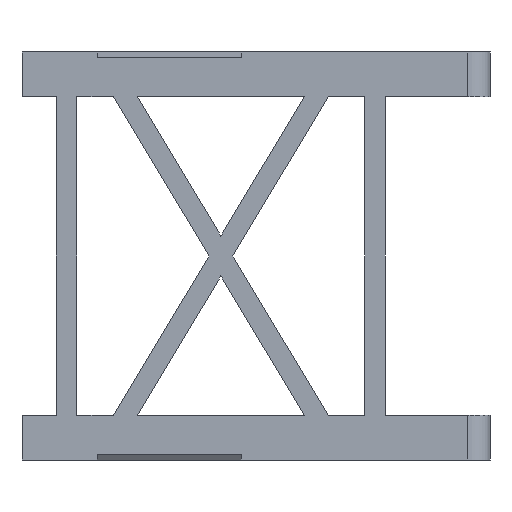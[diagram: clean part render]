
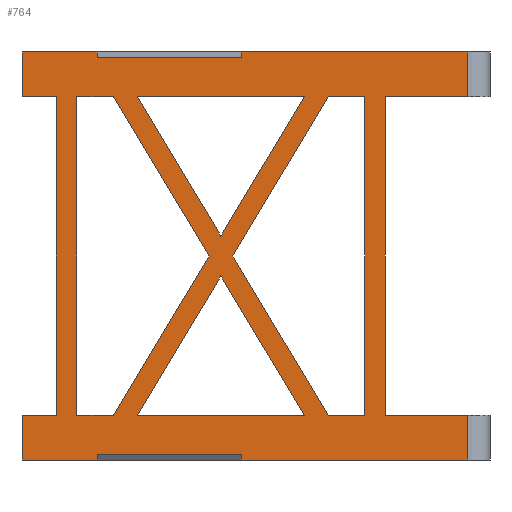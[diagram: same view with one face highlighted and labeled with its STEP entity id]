
A CAD part, left-side view. The second image highlights one B-rep face of the part: STEP entity #764.
In plain terms, the highlighted planar face has unit normal (-1, 0, 0).
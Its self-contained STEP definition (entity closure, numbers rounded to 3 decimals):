
#20=FACE_BOUND('',#86,.T.);
#21=FACE_BOUND('',#87,.T.);
#22=FACE_BOUND('',#88,.T.);
#23=FACE_BOUND('',#89,.T.);
#46=FACE_OUTER_BOUND('',#85,.T.);
#85=EDGE_LOOP('',(#536,#537,#538,#539,#540,#541,#542,#543,#544,#545,#546,
#547,#548,#549,#550,#551,#552,#553,#554,#555));
#86=EDGE_LOOP('',(#556,#557,#558,#559,#560));
#87=EDGE_LOOP('',(#561,#562,#563,#564,#565));
#88=EDGE_LOOP('',(#566,#567,#568));
#89=EDGE_LOOP('',(#569,#570,#571));
#129=LINE('',#1056,#229);
#131=LINE('',#1062,#231);
#134=LINE('',#1066,#234);
#137=LINE('',#1074,#237);
#140=LINE('',#1079,#240);
#142=LINE('',#1083,#242);
#143=LINE('',#1086,#243);
#146=LINE('',#1093,#246);
#147=LINE('',#1098,#247);
#148=LINE('',#1100,#248);
#149=LINE('',#1102,#249);
#150=LINE('',#1104,#250);
#151=LINE('',#1106,#251);
#152=LINE('',#1107,#252);
#153=LINE('',#1109,#253);
#154=LINE('',#1111,#254);
#155=LINE('',#1113,#255);
#156=LINE('',#1115,#256);
#157=LINE('',#1117,#257);
#158=LINE('',#1118,#258);
#159=LINE('',#1121,#259);
#160=LINE('',#1123,#260);
#161=LINE('',#1125,#261);
#162=LINE('',#1127,#262);
#163=LINE('',#1128,#263);
#164=LINE('',#1131,#264);
#165=LINE('',#1133,#265);
#166=LINE('',#1135,#266);
#167=LINE('',#1137,#267);
#168=LINE('',#1138,#268);
#169=LINE('',#1141,#269);
#170=LINE('',#1143,#270);
#171=LINE('',#1144,#271);
#172=LINE('',#1147,#272);
#173=LINE('',#1149,#273);
#174=LINE('',#1150,#274);
#229=VECTOR('',#861,10.);
#231=VECTOR('',#865,10.);
#234=VECTOR('',#870,10.);
#237=VECTOR('',#875,10.);
#240=VECTOR('',#880,10.);
#242=VECTOR('',#884,10.);
#243=VECTOR('',#887,10.);
#246=VECTOR('',#892,10.);
#247=VECTOR('',#897,10.);
#248=VECTOR('',#898,10.);
#249=VECTOR('',#899,10.);
#250=VECTOR('',#900,10.);
#251=VECTOR('',#901,10.);
#252=VECTOR('',#902,10.);
#253=VECTOR('',#903,10.);
#254=VECTOR('',#904,10.);
#255=VECTOR('',#905,10.);
#256=VECTOR('',#906,10.);
#257=VECTOR('',#907,10.);
#258=VECTOR('',#908,10.);
#259=VECTOR('',#909,10.);
#260=VECTOR('',#910,10.);
#261=VECTOR('',#911,10.);
#262=VECTOR('',#912,10.);
#263=VECTOR('',#913,10.);
#264=VECTOR('',#914,10.);
#265=VECTOR('',#915,10.);
#266=VECTOR('',#916,10.);
#267=VECTOR('',#917,10.);
#268=VECTOR('',#918,10.);
#269=VECTOR('',#919,10.);
#270=VECTOR('',#920,10.);
#271=VECTOR('',#921,10.);
#272=VECTOR('',#922,10.);
#273=VECTOR('',#923,10.);
#274=VECTOR('',#924,10.);
#328=VERTEX_POINT('',#1052);
#329=VERTEX_POINT('',#1054);
#330=VERTEX_POINT('',#1058);
#332=VERTEX_POINT('',#1061);
#335=VERTEX_POINT('',#1071);
#336=VERTEX_POINT('',#1073);
#337=VERTEX_POINT('',#1077);
#338=VERTEX_POINT('',#1081);
#339=VERTEX_POINT('',#1085);
#342=VERTEX_POINT('',#1091);
#344=VERTEX_POINT('',#1097);
#345=VERTEX_POINT('',#1099);
#346=VERTEX_POINT('',#1101);
#347=VERTEX_POINT('',#1103);
#348=VERTEX_POINT('',#1105);
#349=VERTEX_POINT('',#1108);
#350=VERTEX_POINT('',#1110);
#351=VERTEX_POINT('',#1112);
#352=VERTEX_POINT('',#1114);
#353=VERTEX_POINT('',#1116);
#354=VERTEX_POINT('',#1119);
#355=VERTEX_POINT('',#1120);
#356=VERTEX_POINT('',#1122);
#357=VERTEX_POINT('',#1124);
#358=VERTEX_POINT('',#1126);
#359=VERTEX_POINT('',#1129);
#360=VERTEX_POINT('',#1130);
#361=VERTEX_POINT('',#1132);
#362=VERTEX_POINT('',#1134);
#363=VERTEX_POINT('',#1136);
#364=VERTEX_POINT('',#1139);
#365=VERTEX_POINT('',#1140);
#366=VERTEX_POINT('',#1142);
#367=VERTEX_POINT('',#1145);
#368=VERTEX_POINT('',#1146);
#369=VERTEX_POINT('',#1148);
#401=EDGE_CURVE('',#328,#329,#129,.T.);
#403=EDGE_CURVE('',#332,#330,#131,.T.);
#406=EDGE_CURVE('',#329,#332,#134,.T.);
#409=EDGE_CURVE('',#336,#335,#137,.T.);
#412=EDGE_CURVE('',#337,#336,#140,.T.);
#414=EDGE_CURVE('',#335,#338,#142,.T.);
#415=EDGE_CURVE('',#337,#339,#143,.T.);
#419=EDGE_CURVE('',#342,#338,#146,.T.);
#421=EDGE_CURVE('',#330,#344,#147,.T.);
#422=EDGE_CURVE('',#345,#344,#148,.T.);
#423=EDGE_CURVE('',#346,#345,#149,.T.);
#424=EDGE_CURVE('',#347,#346,#150,.T.);
#425=EDGE_CURVE('',#347,#348,#151,.T.);
#426=EDGE_CURVE('',#348,#339,#152,.T.);
#427=EDGE_CURVE('',#349,#342,#153,.T.);
#428=EDGE_CURVE('',#349,#350,#154,.T.);
#429=EDGE_CURVE('',#351,#350,#155,.T.);
#430=EDGE_CURVE('',#352,#351,#156,.T.);
#431=EDGE_CURVE('',#352,#353,#157,.T.);
#432=EDGE_CURVE('',#353,#328,#158,.T.);
#433=EDGE_CURVE('',#354,#355,#159,.T.);
#434=EDGE_CURVE('',#354,#356,#160,.T.);
#435=EDGE_CURVE('',#357,#356,#161,.T.);
#436=EDGE_CURVE('',#358,#357,#162,.T.);
#437=EDGE_CURVE('',#355,#358,#163,.T.);
#438=EDGE_CURVE('',#359,#360,#164,.T.);
#439=EDGE_CURVE('',#359,#361,#165,.T.);
#440=EDGE_CURVE('',#361,#362,#166,.T.);
#441=EDGE_CURVE('',#362,#363,#167,.T.);
#442=EDGE_CURVE('',#363,#360,#168,.T.);
#443=EDGE_CURVE('',#364,#365,#169,.T.);
#444=EDGE_CURVE('',#364,#366,#170,.T.);
#445=EDGE_CURVE('',#366,#365,#171,.T.);
#446=EDGE_CURVE('',#367,#368,#172,.T.);
#447=EDGE_CURVE('',#369,#367,#173,.T.);
#448=EDGE_CURVE('',#368,#369,#174,.T.);
#536=ORIENTED_EDGE('',*,*,#401,.T.);
#537=ORIENTED_EDGE('',*,*,#406,.T.);
#538=ORIENTED_EDGE('',*,*,#403,.T.);
#539=ORIENTED_EDGE('',*,*,#421,.T.);
#540=ORIENTED_EDGE('',*,*,#422,.F.);
#541=ORIENTED_EDGE('',*,*,#423,.F.);
#542=ORIENTED_EDGE('',*,*,#424,.F.);
#543=ORIENTED_EDGE('',*,*,#425,.T.);
#544=ORIENTED_EDGE('',*,*,#426,.T.);
#545=ORIENTED_EDGE('',*,*,#415,.F.);
#546=ORIENTED_EDGE('',*,*,#412,.T.);
#547=ORIENTED_EDGE('',*,*,#409,.T.);
#548=ORIENTED_EDGE('',*,*,#414,.T.);
#549=ORIENTED_EDGE('',*,*,#419,.F.);
#550=ORIENTED_EDGE('',*,*,#427,.F.);
#551=ORIENTED_EDGE('',*,*,#428,.T.);
#552=ORIENTED_EDGE('',*,*,#429,.F.);
#553=ORIENTED_EDGE('',*,*,#430,.F.);
#554=ORIENTED_EDGE('',*,*,#431,.T.);
#555=ORIENTED_EDGE('',*,*,#432,.T.);
#556=ORIENTED_EDGE('',*,*,#433,.F.);
#557=ORIENTED_EDGE('',*,*,#434,.T.);
#558=ORIENTED_EDGE('',*,*,#435,.F.);
#559=ORIENTED_EDGE('',*,*,#436,.F.);
#560=ORIENTED_EDGE('',*,*,#437,.F.);
#561=ORIENTED_EDGE('',*,*,#438,.F.);
#562=ORIENTED_EDGE('',*,*,#439,.T.);
#563=ORIENTED_EDGE('',*,*,#440,.T.);
#564=ORIENTED_EDGE('',*,*,#441,.T.);
#565=ORIENTED_EDGE('',*,*,#442,.T.);
#566=ORIENTED_EDGE('',*,*,#443,.F.);
#567=ORIENTED_EDGE('',*,*,#444,.T.);
#568=ORIENTED_EDGE('',*,*,#445,.T.);
#569=ORIENTED_EDGE('',*,*,#446,.F.);
#570=ORIENTED_EDGE('',*,*,#447,.F.);
#571=ORIENTED_EDGE('',*,*,#448,.F.);
#730=PLANE('',#818);
#764=ADVANCED_FACE('',(#46,#20,#21,#22,#23),#730,.F.);
#818=AXIS2_PLACEMENT_3D('',#1096,#895,#896);
#861=DIRECTION('',(0.,0.,-1.));
#865=DIRECTION('',(0.,0.,1.));
#870=DIRECTION('',(0.,1.,0.));
#875=DIRECTION('',(0.,-1.,0.));
#880=DIRECTION('',(0.,0.,1.));
#884=DIRECTION('',(0.,0.,-1.));
#887=DIRECTION('',(0.,1.,0.));
#892=DIRECTION('',(0.,1.,0.));
#895=DIRECTION('center_axis',(1.,0.,0.));
#896=DIRECTION('ref_axis',(0.,1.,0.));
#897=DIRECTION('',(0.,1.,0.));
#898=DIRECTION('',(0.,0.,1.));
#899=DIRECTION('',(0.,1.,0.));
#900=DIRECTION('',(0.,0.,1.));
#901=DIRECTION('',(0.,1.,0.));
#902=DIRECTION('',(0.,0.,-1.));
#903=DIRECTION('',(0.,0.,-1.));
#904=DIRECTION('',(0.,1.,0.));
#905=DIRECTION('',(0.,0.,-1.));
#906=DIRECTION('',(0.,1.,0.));
#907=DIRECTION('',(0.,0.,1.));
#908=DIRECTION('',(0.,1.,0.));
#909=DIRECTION('',(0.,0.,1.));
#910=DIRECTION('',(0.,1.,0.));
#911=DIRECTION('',(0.,-0.514,-0.857));
#912=DIRECTION('',(0.,0.514,-0.857));
#913=DIRECTION('',(0.,1.,0.));
#914=DIRECTION('',(0.,1.,0.));
#915=DIRECTION('',(0.,-0.514,-0.857));
#916=DIRECTION('',(0.,0.514,-0.857));
#917=DIRECTION('',(0.,1.,0.));
#918=DIRECTION('',(0.,0.,1.));
#919=DIRECTION('',(0.,0.514,-0.857));
#920=DIRECTION('',(0.,-0.514,-0.857));
#921=DIRECTION('',(0.,1.,0.));
#922=DIRECTION('',(0.,-0.514,0.857));
#923=DIRECTION('',(0.,-0.514,-0.857));
#924=DIRECTION('',(0.,1.,0.));
#1052=CARTESIAN_POINT('',(40.25,33.,29.75));
#1054=CARTESIAN_POINT('',(40.25,33.,28.986));
#1056=CARTESIAN_POINT('',(40.25,33.,26.375));
#1058=CARTESIAN_POINT('',(40.25,54.,29.75));
#1061=CARTESIAN_POINT('',(40.25,54.,28.986));
#1062=CARTESIAN_POINT('',(40.25,54.,26.375));
#1066=CARTESIAN_POINT('',(40.25,21.75,28.986));
#1071=CARTESIAN_POINT('',(40.25,33.,-28.986));
#1073=CARTESIAN_POINT('',(40.25,54.,-28.986));
#1074=CARTESIAN_POINT('',(40.25,21.75,-28.986));
#1077=CARTESIAN_POINT('',(40.25,54.,-29.75));
#1079=CARTESIAN_POINT('',(40.25,54.,-3.125));
#1081=CARTESIAN_POINT('',(40.25,33.,-29.75));
#1083=CARTESIAN_POINT('',(40.25,33.,-3.125));
#1085=CARTESIAN_POINT('',(40.25,65.,-29.75));
#1086=CARTESIAN_POINT('',(40.25,0.,-29.75));
#1091=CARTESIAN_POINT('',(40.25,0.,-29.75));
#1093=CARTESIAN_POINT('',(40.25,0.,-29.75));
#1096=CARTESIAN_POINT('Origin',(40.25,0.,23.25));
#1097=CARTESIAN_POINT('',(40.25,65.,29.75));
#1098=CARTESIAN_POINT('',(40.25,0.,29.75));
#1099=CARTESIAN_POINT('',(40.25,65.,23.25));
#1100=CARTESIAN_POINT('',(40.25,65.,23.25));
#1101=CARTESIAN_POINT('',(40.25,60.,23.25));
#1102=CARTESIAN_POINT('',(40.25,0.,23.25));
#1103=CARTESIAN_POINT('',(40.25,60.,-23.25));
#1104=CARTESIAN_POINT('',(40.25,60.,0.));
#1105=CARTESIAN_POINT('',(40.25,65.,-23.25));
#1106=CARTESIAN_POINT('',(40.25,0.,-23.25));
#1107=CARTESIAN_POINT('',(40.25,65.,-23.25));
#1108=CARTESIAN_POINT('',(40.25,0.,-23.25));
#1109=CARTESIAN_POINT('',(40.25,0.,-23.25));
#1110=CARTESIAN_POINT('',(40.25,12.,-23.25));
#1111=CARTESIAN_POINT('',(40.25,0.,-23.25));
#1112=CARTESIAN_POINT('',(40.25,12.,23.25));
#1113=CARTESIAN_POINT('',(40.25,12.,-37.5));
#1114=CARTESIAN_POINT('',(40.25,0.,23.25));
#1115=CARTESIAN_POINT('',(40.25,0.,23.25));
#1116=CARTESIAN_POINT('',(40.25,0.,29.75));
#1117=CARTESIAN_POINT('',(40.25,0.,23.25));
#1118=CARTESIAN_POINT('',(40.25,0.,29.75));
#1119=CARTESIAN_POINT('',(40.25,15.,-23.25));
#1120=CARTESIAN_POINT('',(40.25,15.,23.25));
#1121=CARTESIAN_POINT('',(40.25,15.,-37.5));
#1122=CARTESIAN_POINT('',(40.25,20.301,-23.25));
#1123=CARTESIAN_POINT('',(40.25,0.,-23.25));
#1124=CARTESIAN_POINT('',(40.25,34.251,0.));
#1125=CARTESIAN_POINT('',(40.25,57.214,38.272));
#1126=CARTESIAN_POINT('',(40.25,20.301,23.25));
#1127=CARTESIAN_POINT('',(40.25,12.214,36.728));
#1128=CARTESIAN_POINT('',(40.25,0.,23.25));
#1129=CARTESIAN_POINT('',(40.25,51.699,23.25));
#1130=CARTESIAN_POINT('',(40.25,57.,23.25));
#1131=CARTESIAN_POINT('',(40.25,0.,23.25));
#1132=CARTESIAN_POINT('',(40.25,37.749,0.));
#1133=CARTESIAN_POINT('',(40.25,59.786,36.728));
#1134=CARTESIAN_POINT('',(40.25,51.699,-23.25));
#1135=CARTESIAN_POINT('',(40.25,14.786,38.272));
#1136=CARTESIAN_POINT('',(40.25,57.,-23.25));
#1137=CARTESIAN_POINT('',(40.25,0.,-23.25));
#1138=CARTESIAN_POINT('',(40.25,57.,-37.5));
#1139=CARTESIAN_POINT('',(40.25,36.,-2.915));
#1140=CARTESIAN_POINT('',(40.25,48.201,-23.25));
#1141=CARTESIAN_POINT('',(40.25,12.214,36.728));
#1142=CARTESIAN_POINT('',(40.25,23.799,-23.25));
#1143=CARTESIAN_POINT('',(40.25,59.786,36.728));
#1144=CARTESIAN_POINT('',(40.25,0.,-23.25));
#1145=CARTESIAN_POINT('',(40.25,36.,2.915));
#1146=CARTESIAN_POINT('',(40.25,23.799,23.25));
#1147=CARTESIAN_POINT('',(40.25,14.786,38.272));
#1148=CARTESIAN_POINT('',(40.25,48.201,23.25));
#1149=CARTESIAN_POINT('',(40.25,57.214,38.272));
#1150=CARTESIAN_POINT('',(40.25,0.,23.25));
